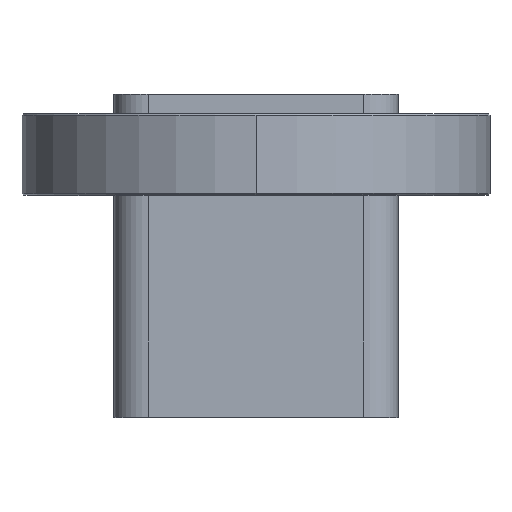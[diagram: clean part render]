
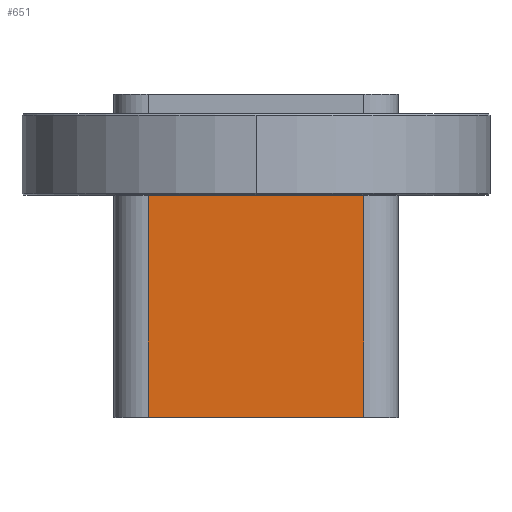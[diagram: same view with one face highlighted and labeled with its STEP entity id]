
A CAD part, top view. The second image highlights one B-rep face of the part: STEP entity #651.
In plain terms, the highlighted planar face has unit normal (0, 0, 1).
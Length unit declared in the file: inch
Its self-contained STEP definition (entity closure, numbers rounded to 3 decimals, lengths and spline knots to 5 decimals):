
#102 = VERTEX_POINT ( 'NONE', #908 ) ;
#111 = ORIENTED_EDGE ( 'NONE', *, *, #927, .T. ) ;
#136 = ORIENTED_EDGE ( 'NONE', *, *, #1570, .T. ) ;
#269 = EDGE_LOOP ( 'NONE', ( #111, #136, #513, #825 ) ) ;
#452 = VECTOR ( 'NONE', #760, 39.37008 ) ;
#495 = FACE_OUTER_BOUND ( 'NONE', #269, .T. ) ;
#513 = ORIENTED_EDGE ( 'NONE', *, *, #3245, .F. ) ;
#607 = DIRECTION ( 'NONE',  ( -1., 0., 0. ) ) ;
#617 = VERTEX_POINT ( 'NONE', #1102 ) ;
#651 = ADVANCED_FACE ( 'NONE', ( #495 ), #1898, .F. ) ;
#760 = DIRECTION ( 'NONE',  ( -1., 0., 0. ) ) ;
#825 = ORIENTED_EDGE ( 'NONE', *, *, #2818, .F. ) ;
#908 = CARTESIAN_POINT ( 'NONE',  ( -0.334, -0.688, 0.44 ) ) ;
#927 = EDGE_CURVE ( 'NONE', #1809, #617, #961, .T. ) ;
#961 = LINE ( 'NONE', #2507, #2898 ) ;
#1002 = CARTESIAN_POINT ( 'NONE',  ( 0.334, -0.688, 0.44 ) ) ;
#1102 = CARTESIAN_POINT ( 'NONE',  ( 0.334, 0.0755, 0.44 ) ) ;
#1124 = LINE ( 'NONE', #1002, #452 ) ;
#1530 = CARTESIAN_POINT ( 'NONE',  ( -0.334, -0.688, 0.44 ) ) ;
#1570 = EDGE_CURVE ( 'NONE', #617, #2906, #2362, .T. ) ;
#1655 = CARTESIAN_POINT ( 'NONE',  ( 0.334, -0.688, 0.44 ) ) ;
#1670 = VECTOR ( 'NONE', #2813, 39.37008 ) ;
#1809 = VERTEX_POINT ( 'NONE', #1655 ) ;
#1849 = CARTESIAN_POINT ( 'NONE',  ( -0.334, 0.0755, 0.44 ) ) ;
#1898 = PLANE ( 'NONE',  #2915 ) ;
#2031 = DIRECTION ( 'NONE',  ( 0., 1., 0. ) ) ;
#2082 = CARTESIAN_POINT ( 'NONE',  ( 0.334, 0.0755, 0.44 ) ) ;
#2170 = DIRECTION ( 'NONE',  ( 0., 0., -1. ) ) ;
#2362 = LINE ( 'NONE', #2082, #1670 ) ;
#2396 = CARTESIAN_POINT ( 'NONE',  ( 0.334, -0.688, 0.44 ) ) ;
#2507 = CARTESIAN_POINT ( 'NONE',  ( 0.334, -0.688, 0.44 ) ) ;
#2813 = DIRECTION ( 'NONE',  ( -1., 0., 0. ) ) ;
#2818 = EDGE_CURVE ( 'NONE', #1809, #102, #1124, .T. ) ;
#2898 = VECTOR ( 'NONE', #2031, 39.37008 ) ;
#2906 = VERTEX_POINT ( 'NONE', #1849 ) ;
#2915 = AXIS2_PLACEMENT_3D ( 'NONE', #2396, #2170, #607 ) ;
#3011 = DIRECTION ( 'NONE',  ( 0., 1., 0. ) ) ;
#3039 = VECTOR ( 'NONE', #3011, 39.37008 ) ;
#3195 = LINE ( 'NONE', #1530, #3039 ) ;
#3245 = EDGE_CURVE ( 'NONE', #102, #2906, #3195, .T. ) ;
